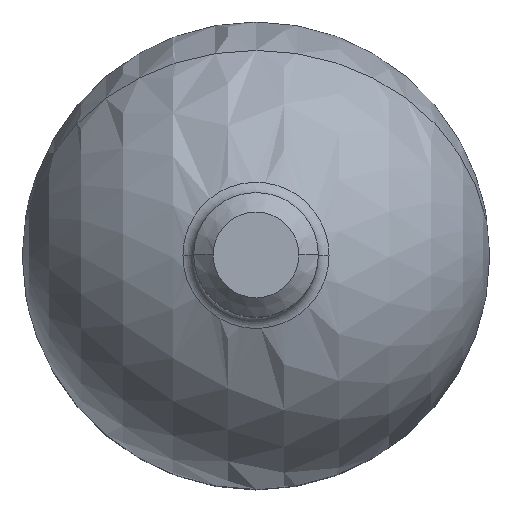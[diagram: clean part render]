
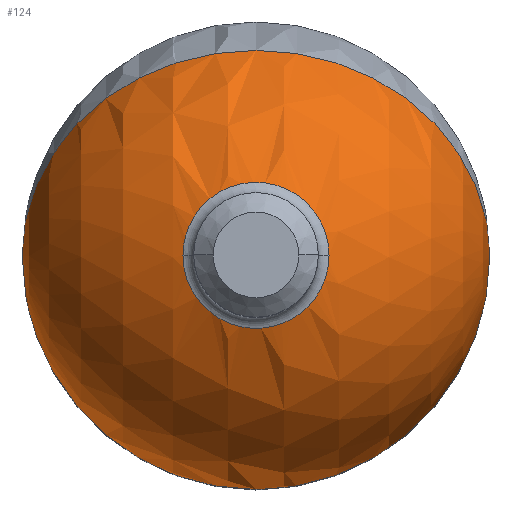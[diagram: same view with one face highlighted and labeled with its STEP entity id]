
A CAD part, top view. The second image highlights one B-rep face of the part: STEP entity #124.
In plain terms, the highlighted spherical face has radius 3 mm.
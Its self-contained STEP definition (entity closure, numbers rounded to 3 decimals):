
#52=CARTESIAN_POINT('Axis2P3D Location',(0.,0.,3.53)) ;
#57=CARTESIAN_POINT('Axis2P3D Location',(0.,0.,3.53)) ;
#61=CARTESIAN_POINT('Vertex',(-3.,0.,3.53)) ;
#63=CARTESIAN_POINT('Vertex',(3.,0.,3.53)) ;
#76=CARTESIAN_POINT('Axis2P3D Location',(0.,0.,3.53)) ;
#86=CARTESIAN_POINT('Control Point',(0.938,0.,6.38)) ;
#87=CARTESIAN_POINT('Control Point',(0.938,0.265,6.38)) ;
#88=CARTESIAN_POINT('Control Point',(0.844,0.531,6.38)) ;
#89=CARTESIAN_POINT('Control Point',(0.651,0.76,6.38)) ;
#90=CARTESIAN_POINT('Control Point',(0.242,0.973,6.38)) ;
#91=CARTESIAN_POINT('Control Point',(-0.199,0.937,6.38)) ;
#92=CARTESIAN_POINT('Control Point',(-0.357,0.889,6.38)) ;
#93=CARTESIAN_POINT('Control Point',(-0.644,0.728,6.38)) ;
#94=CARTESIAN_POINT('Control Point',(-0.838,0.466,6.38)) ;
#95=CARTESIAN_POINT('Control Point',(-0.904,0.316,6.38)) ;
#96=CARTESIAN_POINT('Control Point',(-0.938,0.158,6.38)) ;
#97=CARTESIAN_POINT('Control Point',(-0.938,0.,6.38)) ;
#98=CARTESIAN_POINT('Vertex',(-0.937,0.,6.38)) ;
#100=CARTESIAN_POINT('Vertex',(0.938,0.,6.38)) ;
#104=CARTESIAN_POINT('Control Point',(-0.937,0.,6.38)) ;
#105=CARTESIAN_POINT('Control Point',(-0.937,-0.135,6.38)) ;
#106=CARTESIAN_POINT('Control Point',(-0.913,-0.27,6.38)) ;
#107=CARTESIAN_POINT('Control Point',(-0.865,-0.399,6.38)) ;
#108=CARTESIAN_POINT('Control Point',(-0.711,-0.655,6.38)) ;
#109=CARTESIAN_POINT('Control Point',(-0.467,-0.836,6.38)) ;
#110=CARTESIAN_POINT('Control Point',(-0.318,-0.904,6.38)) ;
#111=CARTESIAN_POINT('Control Point',(-0.014,-0.968,6.38)) ;
#112=CARTESIAN_POINT('Control Point',(0.289,-0.91,6.38)) ;
#113=CARTESIAN_POINT('Control Point',(0.427,-0.854,6.38)) ;
#114=CARTESIAN_POINT('Control Point',(0.68,-0.687,6.38)) ;
#115=CARTESIAN_POINT('Control Point',(0.849,-0.439,6.38)) ;
#116=CARTESIAN_POINT('Control Point',(0.908,-0.297,6.38)) ;
#117=CARTESIAN_POINT('Control Point',(0.938,-0.149,6.38)) ;
#118=CARTESIAN_POINT('Control Point',(0.938,0.,6.38)) ;
#53=DIRECTION('Axis2P3D Direction',(1.,0.,0.)) ;
#54=DIRECTION('Axis2P3D XDirection',(0.,0.878,0.479)) ;
#58=DIRECTION('Axis2P3D Direction',(0.,0.479,-0.878)) ;
#77=DIRECTION('Axis2P3D Direction',(-0.,0.,1.)) ;
#55=AXIS2_PLACEMENT_3D('Sphere Axis2P3D',#52,#53,#54) ;
#59=AXIS2_PLACEMENT_3D('Circle Axis2P3D',#57,#58,$) ;
#78=AXIS2_PLACEMENT_3D('Circle Axis2P3D',#76,#77,$) ;
#82=ORIENTED_EDGE('',*,*,#65,.F.) ;
#83=ORIENTED_EDGE('',*,*,#80,.T.) ;
#121=ORIENTED_EDGE('',*,*,#102,.T.) ;
#122=ORIENTED_EDGE('',*,*,#119,.T.) ;
#123=FACE_BOUND('',#120,.T.) ;
#124=ADVANCED_FACE('PartBody',(#84,#123),#56,.T.) ;
#85=B_SPLINE_CURVE_WITH_KNOTS('',5,(#86,#87,#88,#89,#90,#91,#92,#93,#94,#95,#96,#97),.UNSPECIFIED.,.F.,.U.,(6,3,3,6),(0.,1.798,2.846,3.915),.UNSPECIFIED.) ;
#103=B_SPLINE_CURVE_WITH_KNOTS('',5,(#104,#105,#106,#107,#108,#109,#110,#111,#112,#113,#114,#115,#116,#117,#118),.UNSPECIFIED.,.F.,.U.,(6,3,3,3,6),(3.915,4.829,5.873,6.824,7.831),.UNSPECIFIED.) ;
#60=CIRCLE('generated circle',#59,3.) ;
#79=CIRCLE('generated circle',#78,3.) ;
#65=EDGE_CURVE('',#62,#64,#60,.T.) ;
#80=EDGE_CURVE('',#62,#64,#79,.T.) ;
#102=EDGE_CURVE('',#99,#101,#85,.F.) ;
#119=EDGE_CURVE('',#101,#99,#103,.F.) ;
#81=EDGE_LOOP('',(#82,#83)) ;
#120=EDGE_LOOP('',(#121,#122)) ;
#84=FACE_OUTER_BOUND('',#81,.T.) ;
#56=SPHERICAL_SURFACE('',#55,3.) ;
#62=VERTEX_POINT('',#61) ;
#64=VERTEX_POINT('',#63) ;
#99=VERTEX_POINT('',#98) ;
#101=VERTEX_POINT('',#100) ;
